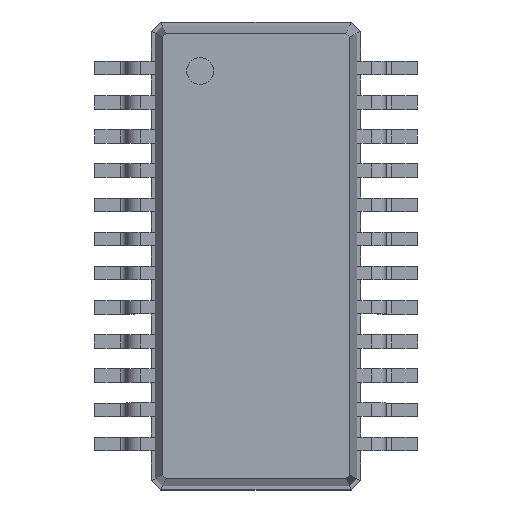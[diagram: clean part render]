
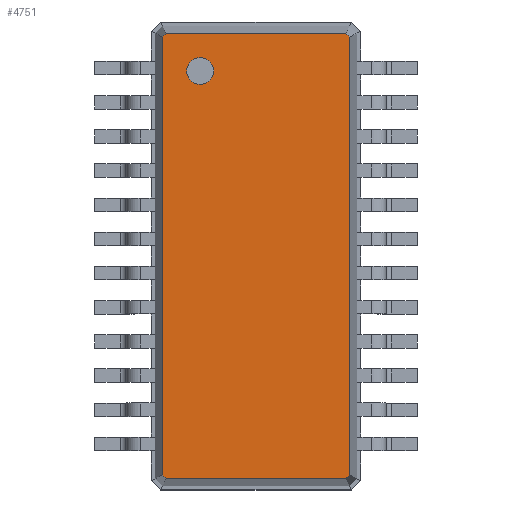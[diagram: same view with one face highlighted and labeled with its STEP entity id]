
A CAD part, top view. The second image highlights one B-rep face of the part: STEP entity #4751.
In plain terms, the highlighted planar face has unit normal (0, 0, 1).
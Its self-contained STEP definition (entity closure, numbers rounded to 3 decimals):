
#1806 = VERTEX_POINT('',#1807);
#1807 = CARTESIAN_POINT('',(-1.737,4.068,1.64));
#1812 = EDGE_CURVE('',#1813,#1806,#1815,.T.);
#1813 = VERTEX_POINT('',#1814);
#1814 = CARTESIAN_POINT('',(-1.737,-4.068,1.64));
#1815 = LINE('',#1816,#1817);
#1816 = CARTESIAN_POINT('',(-1.737,-4.068,1.64));
#1817 = VECTOR('',#1818,1.);
#1818 = DIRECTION('',(0.,1.,0.));
#4715 = EDGE_CURVE('',#4716,#1813,#4718,.T.);
#4716 = VERTEX_POINT('',#4717);
#4717 = CARTESIAN_POINT('',(-1.668,-4.137,1.64));
#4718 = LINE('',#4719,#4720);
#4719 = CARTESIAN_POINT('',(-1.668,-4.137,1.64));
#4720 = VECTOR('',#4721,1.);
#4721 = DIRECTION('',(-0.707,0.707,0.));
#4751 = ADVANCED_FACE('',(#4752,#4802),#4813,.T.);
#4752 = FACE_BOUND('',#4753,.T.);
#4753 = EDGE_LOOP('',(#4754,#4764,#4770,#4771,#4772,#4780,#4788,#4796));
#4754 = ORIENTED_EDGE('',*,*,#4755,.F.);
#4755 = EDGE_CURVE('',#4756,#4758,#4760,.T.);
#4756 = VERTEX_POINT('',#4757);
#4757 = CARTESIAN_POINT('',(-1.668,4.137,1.64));
#4758 = VERTEX_POINT('',#4759);
#4759 = CARTESIAN_POINT('',(1.668,4.137,1.64));
#4760 = LINE('',#4761,#4762);
#4761 = CARTESIAN_POINT('',(-1.668,4.137,1.64));
#4762 = VECTOR('',#4763,1.);
#4763 = DIRECTION('',(1.,0.,0.));
#4764 = ORIENTED_EDGE('',*,*,#4765,.F.);
#4765 = EDGE_CURVE('',#1806,#4756,#4766,.T.);
#4766 = LINE('',#4767,#4768);
#4767 = CARTESIAN_POINT('',(-1.737,4.068,1.64));
#4768 = VECTOR('',#4769,1.);
#4769 = DIRECTION('',(0.707,0.707,0.));
#4770 = ORIENTED_EDGE('',*,*,#1812,.F.);
#4771 = ORIENTED_EDGE('',*,*,#4715,.F.);
#4772 = ORIENTED_EDGE('',*,*,#4773,.F.);
#4773 = EDGE_CURVE('',#4774,#4716,#4776,.T.);
#4774 = VERTEX_POINT('',#4775);
#4775 = CARTESIAN_POINT('',(1.668,-4.137,1.64));
#4776 = LINE('',#4777,#4778);
#4777 = CARTESIAN_POINT('',(1.668,-4.137,1.64));
#4778 = VECTOR('',#4779,1.);
#4779 = DIRECTION('',(-1.,0.,0.));
#4780 = ORIENTED_EDGE('',*,*,#4781,.F.);
#4781 = EDGE_CURVE('',#4782,#4774,#4784,.T.);
#4782 = VERTEX_POINT('',#4783);
#4783 = CARTESIAN_POINT('',(1.737,-4.068,1.64));
#4784 = LINE('',#4785,#4786);
#4785 = CARTESIAN_POINT('',(1.737,-4.068,1.64));
#4786 = VECTOR('',#4787,1.);
#4787 = DIRECTION('',(-0.707,-0.707,0.));
#4788 = ORIENTED_EDGE('',*,*,#4789,.F.);
#4789 = EDGE_CURVE('',#4790,#4782,#4792,.T.);
#4790 = VERTEX_POINT('',#4791);
#4791 = CARTESIAN_POINT('',(1.737,4.068,1.64));
#4792 = LINE('',#4793,#4794);
#4793 = CARTESIAN_POINT('',(1.737,4.068,1.64));
#4794 = VECTOR('',#4795,1.);
#4795 = DIRECTION('',(0.,-1.,0.));
#4796 = ORIENTED_EDGE('',*,*,#4797,.F.);
#4797 = EDGE_CURVE('',#4758,#4790,#4798,.T.);
#4798 = LINE('',#4799,#4800);
#4799 = CARTESIAN_POINT('',(1.668,4.137,1.64));
#4800 = VECTOR('',#4801,1.);
#4801 = DIRECTION('',(0.707,-0.707,0.));
#4802 = FACE_BOUND('',#4803,.T.);
#4803 = EDGE_LOOP('',(#4804));
#4804 = ORIENTED_EDGE('',*,*,#4805,.F.);
#4805 = EDGE_CURVE('',#4806,#4806,#4808,.T.);
#4806 = VERTEX_POINT('',#4807);
#4807 = CARTESIAN_POINT('',(-1.037,3.187,1.64));
#4808 = CIRCLE('',#4809,0.25);
#4809 = AXIS2_PLACEMENT_3D('',#4810,#4811,#4812);
#4810 = CARTESIAN_POINT('',(-1.037,3.437,1.64));
#4811 = DIRECTION('',(0.,0.,1.));
#4812 = DIRECTION('',(0.,-1.,0.));
#4813 = PLANE('',#4814);
#4814 = AXIS2_PLACEMENT_3D('',#4815,#4816,#4817);
#4815 = CARTESIAN_POINT('',(-1.668,4.137,1.64));
#4816 = DIRECTION('',(0.,0.,1.));
#4817 = DIRECTION('',(0.374,-0.927,0.));
